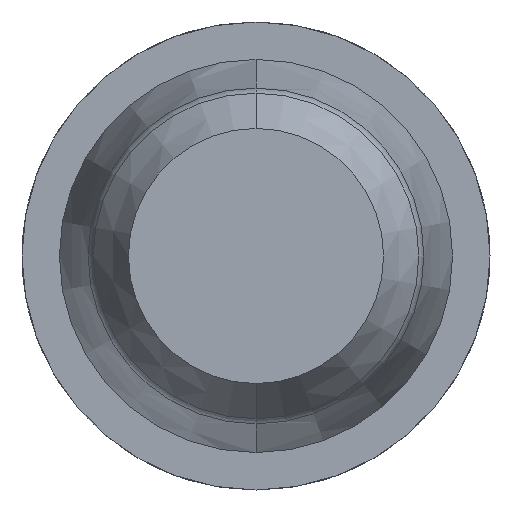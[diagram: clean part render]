
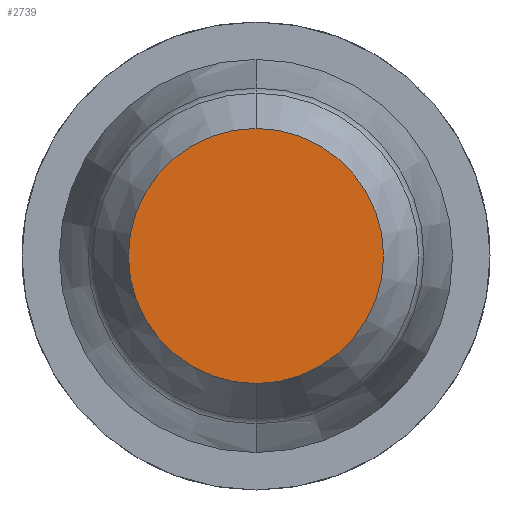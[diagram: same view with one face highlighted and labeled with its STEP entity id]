
A CAD part, front view. The second image highlights one B-rep face of the part: STEP entity #2739.
In plain terms, the highlighted planar face has unit normal (0, -1, 0).
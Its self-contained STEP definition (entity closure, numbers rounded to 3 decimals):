
#66 = EDGE_LOOP ( 'NONE', ( #1148, #1445 ) ) ;
#137 = CIRCLE ( 'NONE', #728, 0.627 ) ;
#205 = EDGE_CURVE ( 'Defeature ausgef�hrt3_1+Defeature ausgef�hrt3_0+Defeature ausgef�hrt3_0+Defeature ausgef�hrt3_0', #230, #2718, #3782, .T. ) ;
#208 = AXIS2_PLACEMENT_3D ( 'NONE', #334, #1272, #3490 ) ;
#230 = VERTEX_POINT ( 'NONE', #689 ) ;
#334 = CARTESIAN_POINT ( 'NONE',  ( 0., -30.5, 0. ) ) ;
#640 = EDGE_CURVE ( 'Defeature ausgef�hrt3_1+Defeature ausgef�hrt3_0+Defeature ausgef�hrt3_0+Defeature ausgef�hrt3_0', #2718, #230, #137, .T. ) ;
#689 = CARTESIAN_POINT ( 'NONE',  ( 0., -30.5, -0.627 ) ) ;
#728 = AXIS2_PLACEMENT_3D ( 'NONE', #1568, #1323, #1954 ) ;
#1148 = ORIENTED_EDGE ( 'NONE', *, *, #640, .F. ) ;
#1272 = DIRECTION ( 'NONE',  ( 0., 1., 0. ) ) ;
#1323 = DIRECTION ( 'NONE',  ( 0., 1., 0. ) ) ;
#1370 = DIRECTION ( 'NONE',  ( 0., 1., 0. ) ) ;
#1445 = ORIENTED_EDGE ( 'NONE', *, *, #205, .F. ) ;
#1568 = CARTESIAN_POINT ( 'NONE',  ( 0., -30.5, 0. ) ) ;
#1575 = CARTESIAN_POINT ( 'NONE',  ( 0., -30.5, 0.627 ) ) ;
#1954 = DIRECTION ( 'NONE',  ( 0., 0., 1. ) ) ;
#2646 = PLANE ( 'NONE',  #2819 ) ;
#2718 = VERTEX_POINT ( 'NONE', #1575 ) ;
#2739 = ADVANCED_FACE ( 'Defeature ausgef�hrt3_0', ( #3063 ), #2646, .F. ) ;
#2819 = AXIS2_PLACEMENT_3D ( 'NONE', #3620, #1370, #3588 ) ;
#3063 = FACE_OUTER_BOUND ( 'NONE', #66, .T. ) ;
#3490 = DIRECTION ( 'NONE',  ( 0., 0., 1. ) ) ;
#3588 = DIRECTION ( 'NONE',  ( 0., 0., 1. ) ) ;
#3620 = CARTESIAN_POINT ( 'NONE',  ( 0., -30.5, 0. ) ) ;
#3782 = CIRCLE ( 'NONE', #208, 0.627 ) ;
